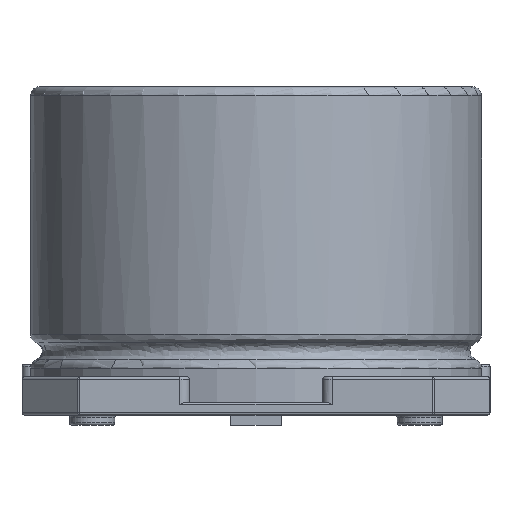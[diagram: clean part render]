
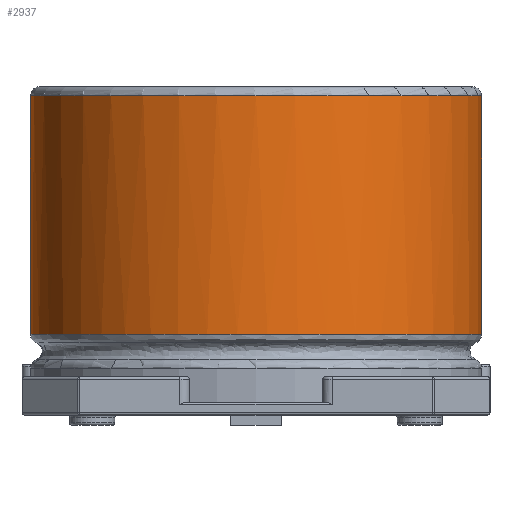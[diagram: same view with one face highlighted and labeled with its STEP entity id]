
A CAD part, left-side view. The second image highlights one B-rep face of the part: STEP entity #2937.
In plain terms, the highlighted cylindrical face has radius 4 mm (diameter 8 mm), a full revolution.
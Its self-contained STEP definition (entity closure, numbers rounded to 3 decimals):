
#103=CYLINDRICAL_SURFACE('',#3201,4.);
#233=LINE('',#5655,#362);
#362=VECTOR('',#3815,4.);
#520=FACE_OUTER_BOUND('',#660,.T.);
#660=EDGE_LOOP('',(#2726,#2727,#2728,#2729,#2730,#2731));
#798=CIRCLE('',#3199,4.);
#799=CIRCLE('',#3200,4.);
#803=B_SPLINE_CURVE_WITH_KNOTS('',3,(#3890,#3891,#3892,#3893,#3894,#3895,
#3896),.UNSPECIFIED.,.F.,.F.,(4,1,1,1,4),(-1.199,-0.857,
-0.514,-0.172,-0.001),
 .UNSPECIFIED.);
#1007=B_SPLINE_CURVE_WITH_KNOTS('',3,(#5642,#5643,#5644,#5645,#5646,#5647,
#5648,#5649,#5650,#5651,#5652,#5653,#5654),.UNSPECIFIED.,.F.,.F.,(4,3,3,
3,4),(0.,0.342,0.685,1.028,1.199),
 .UNSPECIFIED.);
#1013=VERTEX_POINT('',#3880);
#1015=VERTEX_POINT('',#3889);
#1373=VERTEX_POINT('',#5636);
#1374=VERTEX_POINT('',#5638);
#1380=EDGE_CURVE('',#1013,#1015,#803,.T.);
#1832=EDGE_CURVE('',#1373,#1374,#798,.T.);
#1833=EDGE_CURVE('',#1374,#1373,#799,.T.);
#1834=EDGE_CURVE('',#1015,#1013,#1007,.T.);
#1835=EDGE_CURVE('',#1374,#1015,#233,.T.);
#2726=ORIENTED_EDGE('',*,*,#1380,.F.);
#2727=ORIENTED_EDGE('',*,*,#1834,.F.);
#2728=ORIENTED_EDGE('',*,*,#1835,.F.);
#2729=ORIENTED_EDGE('',*,*,#1832,.F.);
#2730=ORIENTED_EDGE('',*,*,#1833,.F.);
#2731=ORIENTED_EDGE('',*,*,#1835,.T.);
#2937=ADVANCED_FACE('',(#520),#103,.T.);
#3199=AXIS2_PLACEMENT_3D('',#5639,#3809,#3810);
#3200=AXIS2_PLACEMENT_3D('',#5640,#3811,#3812);
#3201=AXIS2_PLACEMENT_3D('',#5641,#3813,#3814);
#3809=DIRECTION('center_axis',(0.,0.,1.));
#3810=DIRECTION('ref_axis',(0.,1.,0.));
#3811=DIRECTION('center_axis',(0.,0.,1.));
#3812=DIRECTION('ref_axis',(0.,1.,0.));
#3813=DIRECTION('center_axis',(0.,0.,1.));
#3814=DIRECTION('ref_axis',(0.,1.,0.));
#3815=DIRECTION('',(0.,0.,-1.));
#3880=CARTESIAN_POINT('',(0.003,4.,1.61));
#3889=CARTESIAN_POINT('',(0.003,-4.,1.61));
#3890=CARTESIAN_POINT('Ctrl Pts',(0.003,4.,
1.61));
#3891=CARTESIAN_POINT('Ctrl Pts',(1.194,3.999,1.61));
#3892=CARTESIAN_POINT('Ctrl Pts',(3.58,2.851,1.61));
#3893=CARTESIAN_POINT('Ctrl Pts',(4.465,-1.022,1.61));
#3894=CARTESIAN_POINT('Ctrl Pts',(2.396,-3.607,1.61));
#3895=CARTESIAN_POINT('Ctrl Pts',(0.601,-3.999,1.61));
#3896=CARTESIAN_POINT('Ctrl Pts',(0.007,-4.,
1.61));
#5636=CARTESIAN_POINT('',(0.,4.,5.84));
#5638=CARTESIAN_POINT('',(0.,-4.,5.84));
#5639=CARTESIAN_POINT('Origin',(0.,0.,5.84));
#5640=CARTESIAN_POINT('Origin',(0.,0.,5.84));
#5641=CARTESIAN_POINT('Origin',(0.,0.,0.405));
#5642=CARTESIAN_POINT('Ctrl Pts',(0.,-4.,
1.61));
#5643=CARTESIAN_POINT('Ctrl Pts',(-1.188,-4.,1.61));
#5644=CARTESIAN_POINT('Ctrl Pts',(-2.382,-3.428,1.61));
#5645=CARTESIAN_POINT('Ctrl Pts',(-3.127,-2.497,1.61));
#5646=CARTESIAN_POINT('Ctrl Pts',(-3.873,-1.565,1.61));
#5647=CARTESIAN_POINT('Ctrl Pts',(-4.169,-0.273,1.61));
#5648=CARTESIAN_POINT('Ctrl Pts',(-3.904,0.891,1.61));
#5649=CARTESIAN_POINT('Ctrl Pts',(-3.639,2.054,1.61));
#5650=CARTESIAN_POINT('Ctrl Pts',(-2.814,3.089,1.61));
#5651=CARTESIAN_POINT('Ctrl Pts',(-1.735,3.609,1.61));
#5652=CARTESIAN_POINT('Ctrl Pts',(-1.196,3.869,1.61));
#5653=CARTESIAN_POINT('Ctrl Pts',(-0.593,4.001,1.61));
#5654=CARTESIAN_POINT('Ctrl Pts',(0.003,4.,
1.61));
#5655=CARTESIAN_POINT('',(0.,-4.,0.405));
